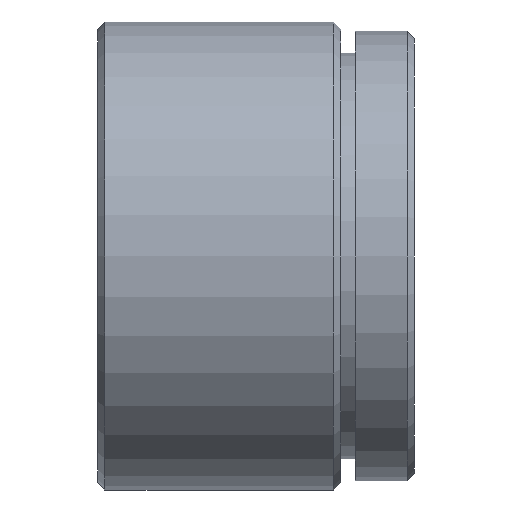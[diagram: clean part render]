
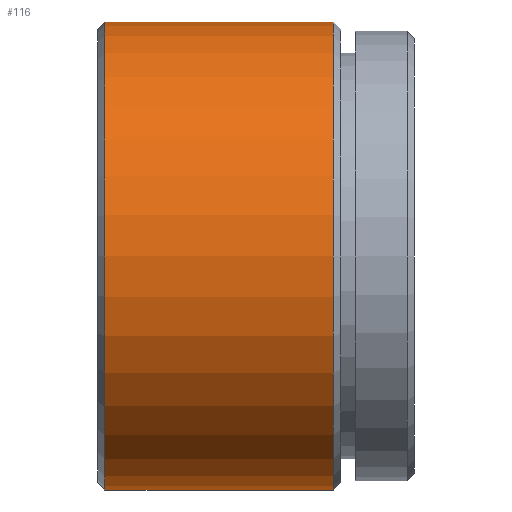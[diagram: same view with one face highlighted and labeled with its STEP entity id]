
A CAD part, left-side view. The second image highlights one B-rep face of the part: STEP entity #116.
In plain terms, the highlighted cylindrical face has radius 15.875 mm (diameter 31.75 mm), a partial arc.
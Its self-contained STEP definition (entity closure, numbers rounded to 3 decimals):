
#73 = VERTEX_POINT ( 'NONE', #131 ) ;
#87 = CARTESIAN_POINT ( 'NONE',  ( -62.969, 25.153, 19.926 ) ) ;
#116 = ADVANCED_FACE ( 'NONE', ( #715 ), #1506, .T. ) ;
#131 = CARTESIAN_POINT ( 'NONE',  ( -62.969, 25.153, 35.801 ) ) ;
#174 = CARTESIAN_POINT ( 'NONE',  ( -62.969, 25.153, 4.051 ) ) ;
#177 = EDGE_CURVE ( 'NONE', #73, #354, #497, .T. ) ;
#266 = VERTEX_POINT ( 'NONE', #174 ) ;
#344 = ORIENTED_EDGE ( 'NONE', *, *, #1400, .T. ) ;
#354 = VERTEX_POINT ( 'NONE', #662 ) ;
#360 = AXIS2_PLACEMENT_3D ( 'NONE', #87, #1030, #1484 ) ;
#487 = CARTESIAN_POINT ( 'NONE',  ( -62.969, 4.153, 19.926 ) ) ;
#497 = LINE ( 'NONE', #593, #588 ) ;
#506 = DIRECTION ( 'NONE',  ( 0., 0., -1. ) ) ;
#510 = EDGE_CURVE ( 'NONE', #73, #266, #513, .T. ) ;
#513 = CIRCLE ( 'NONE', #360, 15.875 ) ;
#588 = VECTOR ( 'NONE', #943, 1000. ) ;
#593 = CARTESIAN_POINT ( 'NONE',  ( -62.969, 4.153, 35.801 ) ) ;
#609 = CIRCLE ( 'NONE', #1384, 15.875 ) ;
#662 = CARTESIAN_POINT ( 'NONE',  ( -62.969, 9.653, 35.801 ) ) ;
#710 = AXIS2_PLACEMENT_3D ( 'NONE', #487, #1188, #506 ) ;
#715 = FACE_OUTER_BOUND ( 'NONE', #1480, .T. ) ;
#770 = CARTESIAN_POINT ( 'NONE',  ( -62.969, 9.653, 4.051 ) ) ;
#849 = EDGE_CURVE ( 'NONE', #266, #1135, #1179, .T. ) ;
#858 = DIRECTION ( 'NONE',  ( 0., -1., 0. ) ) ;
#943 = DIRECTION ( 'NONE',  ( 0., -1., 0. ) ) ;
#989 = VECTOR ( 'NONE', #858, 1000. ) ;
#990 = DIRECTION ( 'NONE',  ( 0., 0., -1. ) ) ;
#1030 = DIRECTION ( 'NONE',  ( 0., -1., 0. ) ) ;
#1135 = VERTEX_POINT ( 'NONE', #770 ) ;
#1179 = LINE ( 'NONE', #1430, #989 ) ;
#1188 = DIRECTION ( 'NONE',  ( 0., -1., 0. ) ) ;
#1273 = ORIENTED_EDGE ( 'NONE', *, *, #177, .F. ) ;
#1316 = DIRECTION ( 'NONE',  ( 0., 1., 0. ) ) ;
#1349 = ORIENTED_EDGE ( 'NONE', *, *, #510, .T. ) ;
#1384 = AXIS2_PLACEMENT_3D ( 'NONE', #1427, #1316, #990 ) ;
#1400 = EDGE_CURVE ( 'NONE', #1135, #354, #609, .T. ) ;
#1427 = CARTESIAN_POINT ( 'NONE',  ( -62.969, 9.653, 19.926 ) ) ;
#1430 = CARTESIAN_POINT ( 'NONE',  ( -62.969, 4.153, 4.051 ) ) ;
#1480 = EDGE_LOOP ( 'NONE', ( #1273, #1349, #1504, #344 ) ) ;
#1484 = DIRECTION ( 'NONE',  ( 0., 0., 1. ) ) ;
#1504 = ORIENTED_EDGE ( 'NONE', *, *, #849, .T. ) ;
#1506 = CYLINDRICAL_SURFACE ( 'NONE', #710, 15.875 ) ;
